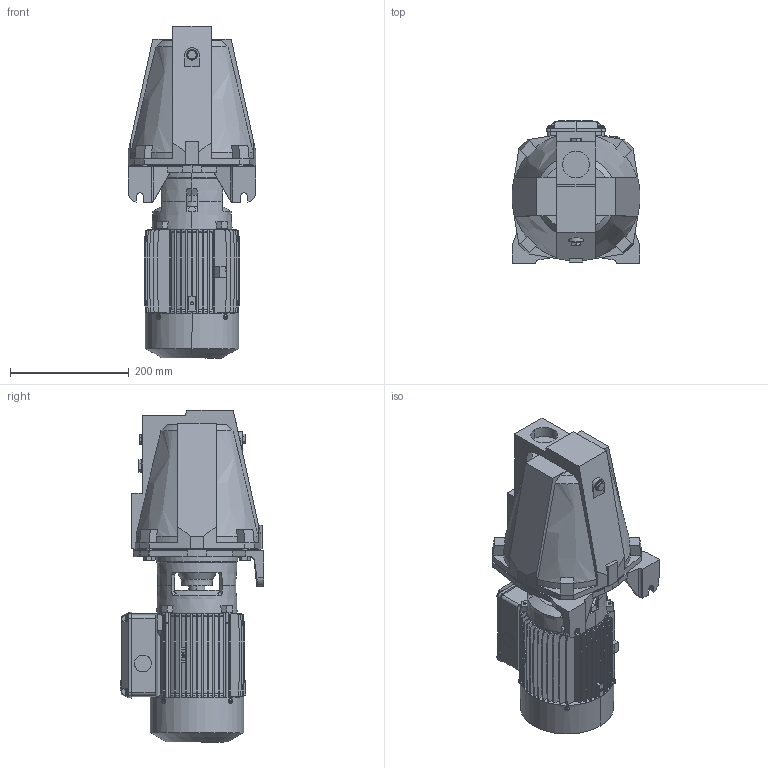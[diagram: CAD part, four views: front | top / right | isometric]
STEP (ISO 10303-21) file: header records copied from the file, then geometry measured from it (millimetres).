
FILE_DESCRIPTION (( 'STEP AP214' ), '1' );
FILE_NAME ('4.93.201.02swa02.step', '2021-11-10T13:05:23', ( 'Windows User' ), ( '' ), 'SwSTEP 2.0', 'SolidWorks 2020', '' );
FILE_SCHEMA (( 'AUTOMOTIVE_DESIGN' ));
Length unit declared in the file: millimetre
Products named in the file (2): Copia di 4.93.201.02swa02^4.93.201.02swa02; 4.93.201.02swa02
Assembly tree (1 placements, depth 2):
  4.93.201.02swa02
    Copia di 4.93.201.02swa02^4.93.201.02swa02
Bounding box: 215 x 240.7 x 558.5 mm (x, y, z)
Volume: 11690342.1 mm3; surface area: 776700.5 mm2
Topology: 11 solids, 11 shells, 2616 faces, 7272 edges, 4790 vertices
Faces by surface type: bspline 1086, plane 1042, cylinder 275, cone 195, sphere 16, torus 2
Entity records: 86436 total; most frequent: CARTESIAN_POINT 29745, ORIENTED_EDGE 14544, EDGE_CURVE 7272, DIRECTION 7165, VERTEX_POINT 4790, B_SPLINE_CURVE_WITH_KNOTS 3754, EDGE_LOOP 2742, VECTOR 2631
